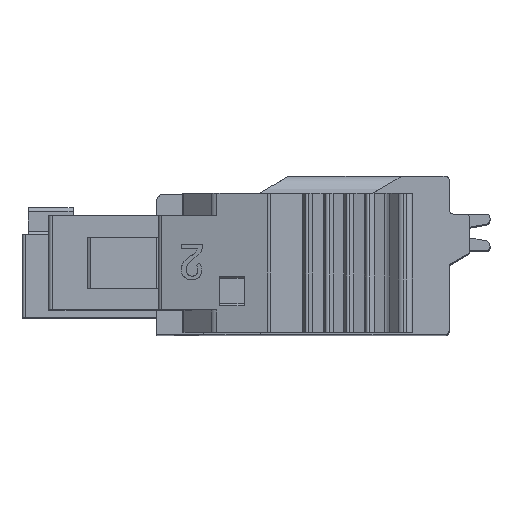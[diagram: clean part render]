
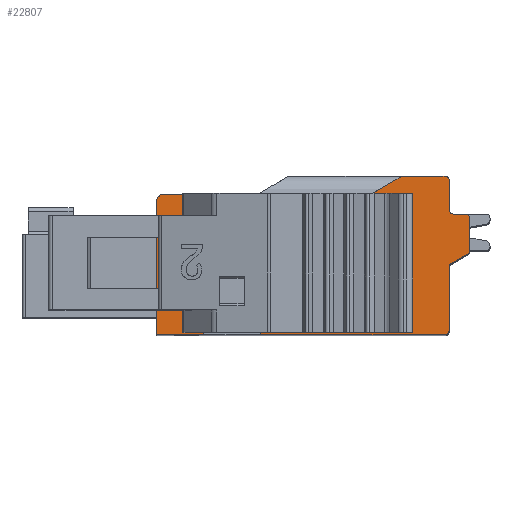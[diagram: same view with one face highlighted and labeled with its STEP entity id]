
A CAD part, top view. The second image highlights one B-rep face of the part: STEP entity #22807.
In plain terms, the highlighted planar face has unit normal (0, 0, 1).
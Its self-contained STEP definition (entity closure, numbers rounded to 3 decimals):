
#88=DIRECTION('',(-1.,0.,0.));
#89=VECTOR('',#88,2.497);
#90=CARTESIAN_POINT('',(30.397,23.438,40.775));
#91=LINE('',#90,#89);
#110=DIRECTION('',(-1.,0.,0.));
#111=VECTOR('',#110,6.676);
#112=CARTESIAN_POINT('',(26.932,23.438,40.775));
#113=LINE('',#112,#111);
#174=DIRECTION('',(-1.,0.,0.));
#175=VECTOR('',#174,2.1);
#176=CARTESIAN_POINT('',(34.056,24.338,40.775));
#177=LINE('',#176,#175);
#372=DIRECTION('',(0.,1.,0.));
#373=VECTOR('',#372,1.45);
#374=CARTESIAN_POINT('',(34.256,22.688,40.775));
#375=LINE('',#374,#373);
#710=DIRECTION('',(0.,1.,0.));
#711=VECTOR('',#710,3.107);
#712=CARTESIAN_POINT('',(34.256,16.788,40.775));
#713=LINE('',#712,#711);
#2116=DIRECTION('',(1.,0.,0.));
#2117=VECTOR('',#2116,14.1);
#2118=CARTESIAN_POINT('',(19.956,16.588,40.775));
#2119=LINE('',#2118,#2117);
#2432=DIRECTION('',(0.,-1.,0.));
#2433=VECTOR('',#2432,6.55);
#2434=CARTESIAN_POINT('',(19.956,23.137,40.775));
#2435=LINE('',#2434,#2433);
#2996=DIRECTION('',(1.,0.,0.));
#2997=VECTOR('',#2996,0.968);
#2998=CARTESIAN_POINT('',(26.932,16.688,40.775));
#2999=LINE('',#2998,#2997);
#3000=DIRECTION('',(0.866,0.5,0.));
#3001=VECTOR('',#3000,1.8);
#3002=CARTESIAN_POINT('',(30.397,23.438,40.775));
#3003=LINE('',#3002,#3001);
#3004=CARTESIAN_POINT('',(34.056,24.138,40.775));
#3005=DIRECTION('',(0.,0.,-1.));
#3006=DIRECTION('',(0.,1.,0.));
#3007=AXIS2_PLACEMENT_3D('',#3004,#3005,#3006);
#3009=CARTESIAN_POINT('',(34.456,22.688,40.775));
#3010=DIRECTION('',(0.,0.,1.));
#3011=DIRECTION('',(-1.,0.,0.));
#3012=AXIS2_PLACEMENT_3D('',#3009,#3010,#3011);
#3014=CARTESIAN_POINT('',(35.056,22.288,40.775));
#3015=DIRECTION('',(0.,0.,-1.));
#3016=DIRECTION('',(0.,1.,0.));
#3017=AXIS2_PLACEMENT_3D('',#3014,#3015,#3016);
#3019=CARTESIAN_POINT('',(35.056,20.703,40.775));
#3020=DIRECTION('',(0.,0.,-1.));
#3021=DIRECTION('',(1.,0.,0.));
#3022=AXIS2_PLACEMENT_3D('',#3019,#3020,#3021);
#3024=DIRECTION('',(-0.866,-0.5,0.));
#3025=VECTOR('',#3024,0.924);
#3026=CARTESIAN_POINT('',(35.156,20.53,40.775));
#3027=LINE('',#3026,#3025);
#3028=CARTESIAN_POINT('',(34.456,19.895,40.775));
#3029=DIRECTION('',(0.,0.,1.));
#3030=DIRECTION('',(-0.5,0.866,0.));
#3031=AXIS2_PLACEMENT_3D('',#3028,#3029,#3030);
#3033=CARTESIAN_POINT('',(34.056,16.788,40.775));
#3034=DIRECTION('',(0.,0.,-1.));
#3035=DIRECTION('',(1.,0.,0.));
#3036=AXIS2_PLACEMENT_3D('',#3033,#3034,#3035);
#3038=CARTESIAN_POINT('',(20.256,23.138,40.775));
#3039=DIRECTION('',(0.,0.,-1.));
#3040=DIRECTION('',(-1.,-0.001,0.));
#3041=AXIS2_PLACEMENT_3D('',#3038,#3039,#3040);
#3043=DIRECTION('',(1.,0.,0.));
#3044=VECTOR('',#3043,1.721);
#3045=CARTESIAN_POINT('',(22.765,16.738,40.775));
#3046=LINE('',#3045,#3044);
#3047=DIRECTION('',(-1.,0.,0.));
#3048=VECTOR('',#3047,1.721);
#3049=CARTESIAN_POINT('',(24.486,22.468,40.775));
#3050=LINE('',#3049,#3048);
#3051=DIRECTION('',(0.,1.,0.));
#3052=VECTOR('',#3051,6.75);
#3053=CARTESIAN_POINT('',(26.932,16.688,40.775));
#3054=LINE('',#3053,#3052);
#3063=DIRECTION('',(0.,-1.,0.));
#3064=VECTOR('',#3063,6.75);
#3065=CARTESIAN_POINT('',(27.901,23.438,40.775));
#3066=LINE('',#3065,#3064);
#3790=DIRECTION('',(0.,1.,0.));
#3791=VECTOR('',#3790,5.73);
#3792=CARTESIAN_POINT('',(22.765,16.738,40.775));
#3793=LINE('',#3792,#3791);
#3802=DIRECTION('',(0.,-1.,0.));
#3803=VECTOR('',#3802,5.73);
#3804=CARTESIAN_POINT('',(24.486,22.468,40.775));
#3805=LINE('',#3804,#3803);
#5135=DIRECTION('',(0.,1.,0.));
#5136=VECTOR('',#5135,1.585);
#5137=CARTESIAN_POINT('',(35.256,20.703,40.775));
#5138=LINE('',#5137,#5136);
#5151=DIRECTION('',(-1.,0.,0.));
#5152=VECTOR('',#5151,0.6);
#5153=CARTESIAN_POINT('',(35.056,22.488,40.775));
#5154=LINE('',#5153,#5152);
#14705=CARTESIAN_POINT('',(34.256,16.788,40.775));
#14706=CARTESIAN_POINT('',(34.256,19.895,40.775));
#14707=VERTEX_POINT('',#14705);
#14708=VERTEX_POINT('',#14706);
#14870=CARTESIAN_POINT('',(34.056,16.588,40.775));
#14871=VERTEX_POINT('',#14870);
#14876=CARTESIAN_POINT('',(19.956,16.588,40.775));
#14877=VERTEX_POINT('',#14876);
#15082=CARTESIAN_POINT('',(30.397,23.438,40.775));
#15083=VERTEX_POINT('',#15082);
#15084=CARTESIAN_POINT('',(27.901,23.438,40.775));
#15085=VERTEX_POINT('',#15084);
#15092=CARTESIAN_POINT('',(26.932,23.438,40.775));
#15093=VERTEX_POINT('',#15092);
#15094=CARTESIAN_POINT('',(20.256,23.438,40.775));
#15095=VERTEX_POINT('',#15094);
#15182=CARTESIAN_POINT('',(34.056,24.338,40.775));
#15183=VERTEX_POINT('',#15182);
#15184=CARTESIAN_POINT('',(31.956,24.338,40.775));
#15185=VERTEX_POINT('',#15184);
#15390=CARTESIAN_POINT('',(34.256,24.138,40.775));
#15391=VERTEX_POINT('',#15390);
#15414=CARTESIAN_POINT('',(34.256,22.688,40.775));
#15415=VERTEX_POINT('',#15414);
#15622=CARTESIAN_POINT('',(34.356,20.068,40.775));
#15623=VERTEX_POINT('',#15622);
#15624=CARTESIAN_POINT('',(35.156,20.53,40.775));
#15625=VERTEX_POINT('',#15624);
#15626=CARTESIAN_POINT('',(26.932,16.688,40.775));
#15627=VERTEX_POINT('',#15626);
#15628=CARTESIAN_POINT('',(27.901,16.688,40.775));
#15629=VERTEX_POINT('',#15628);
#15630=CARTESIAN_POINT('',(34.456,22.488,40.775));
#15631=VERTEX_POINT('',#15630);
#15632=CARTESIAN_POINT('',(35.056,22.488,40.775));
#15633=VERTEX_POINT('',#15632);
#15634=CARTESIAN_POINT('',(35.256,22.288,40.775));
#15635=VERTEX_POINT('',#15634);
#15636=CARTESIAN_POINT('',(35.256,20.703,40.775));
#15637=VERTEX_POINT('',#15636);
#15638=CARTESIAN_POINT('',(19.956,23.137,40.775));
#15639=VERTEX_POINT('',#15638);
#15640=CARTESIAN_POINT('',(22.765,16.738,40.775));
#15641=CARTESIAN_POINT('',(22.765,22.468,40.775));
#15642=VERTEX_POINT('',#15640);
#15643=VERTEX_POINT('',#15641);
#15644=CARTESIAN_POINT('',(24.486,16.738,40.775));
#15645=VERTEX_POINT('',#15644);
#15646=CARTESIAN_POINT('',(24.486,22.468,40.775));
#15647=VERTEX_POINT('',#15646);
#22758=CARTESIAN_POINT('',(26.228,21.108,40.775));
#22759=DIRECTION('',(0.,0.,1.));
#22760=DIRECTION('',(1.,0.,0.));
#22761=AXIS2_PLACEMENT_3D('',#22758,#22759,#22760);
#22762=PLANE('',#22761);
#22764=ORIENTED_EDGE('',*,*,#22763,.F.);
#22766=ORIENTED_EDGE('',*,*,#22765,.T.);
#22768=ORIENTED_EDGE('',*,*,#22767,.F.);
#22769=ORIENTED_EDGE('',*,*,#18870,.F.);
#22771=ORIENTED_EDGE('',*,*,#22770,.T.);
#22772=ORIENTED_EDGE('',*,*,#18998,.F.);
#22773=ORIENTED_EDGE('',*,*,#19254,.T.);
#22774=ORIENTED_EDGE('',*,*,#19288,.F.);
#22776=ORIENTED_EDGE('',*,*,#22775,.T.);
#22778=ORIENTED_EDGE('',*,*,#22777,.F.);
#22780=ORIENTED_EDGE('',*,*,#22779,.T.);
#22782=ORIENTED_EDGE('',*,*,#22781,.F.);
#22784=ORIENTED_EDGE('',*,*,#22783,.T.);
#22786=ORIENTED_EDGE('',*,*,#22785,.T.);
#22788=ORIENTED_EDGE('',*,*,#22787,.T.);
#22789=ORIENTED_EDGE('',*,*,#19567,.F.);
#22790=ORIENTED_EDGE('',*,*,#21408,.T.);
#22791=ORIENTED_EDGE('',*,*,#21422,.F.);
#22792=ORIENTED_EDGE('',*,*,#22140,.F.);
#22793=ORIENTED_EDGE('',*,*,#22752,.T.);
#22794=ORIENTED_EDGE('',*,*,#18880,.F.);
#22795=EDGE_LOOP('',(#22764,#22766,#22768,#22769,#22771,#22772,#22773,#22774,
#22776,#22778,#22780,#22782,#22784,#22786,#22788,#22789,#22790,#22791,#22792,
#22793,#22794));
#22796=FACE_OUTER_BOUND('',#22795,.F.);
#22798=ORIENTED_EDGE('',*,*,#22797,.F.);
#22800=ORIENTED_EDGE('',*,*,#22799,.T.);
#22802=ORIENTED_EDGE('',*,*,#22801,.F.);
#22804=ORIENTED_EDGE('',*,*,#22803,.T.);
#22805=EDGE_LOOP('',(#22798,#22800,#22802,#22804));
#22806=FACE_BOUND('',#22805,.F.);
#3008=CIRCLE('',#3007,0.2);
#3013=CIRCLE('',#3012,0.2);
#3018=CIRCLE('',#3017,0.2);
#3023=CIRCLE('',#3022,0.2);
#3032=CIRCLE('',#3031,0.2);
#3037=CIRCLE('',#3036,0.2);
#3042=CIRCLE('',#3041,0.3);
#18870=EDGE_CURVE('',#15083,#15085,#91,.T.);
#18880=EDGE_CURVE('',#15093,#15095,#113,.T.);
#18998=EDGE_CURVE('',#15183,#15185,#177,.T.);
#19254=EDGE_CURVE('',#15183,#15391,#3008,.T.);
#19288=EDGE_CURVE('',#15415,#15391,#375,.T.);
#19567=EDGE_CURVE('',#14707,#14708,#713,.T.);
#21408=EDGE_CURVE('',#14707,#14871,#3037,.T.);
#21422=EDGE_CURVE('',#14877,#14871,#2119,.T.);
#22140=EDGE_CURVE('',#15639,#14877,#2435,.T.);
#22752=EDGE_CURVE('',#15639,#15095,#3042,.T.);
#22763=EDGE_CURVE('',#15627,#15093,#3054,.T.);
#22765=EDGE_CURVE('',#15627,#15629,#2999,.T.);
#22767=EDGE_CURVE('',#15085,#15629,#3066,.T.);
#22770=EDGE_CURVE('',#15083,#15185,#3003,.T.);
#22775=EDGE_CURVE('',#15415,#15631,#3013,.T.);
#22777=EDGE_CURVE('',#15633,#15631,#5154,.T.);
#22779=EDGE_CURVE('',#15633,#15635,#3018,.T.);
#22781=EDGE_CURVE('',#15637,#15635,#5138,.T.);
#22783=EDGE_CURVE('',#15637,#15625,#3023,.T.);
#22785=EDGE_CURVE('',#15625,#15623,#3027,.T.);
#22787=EDGE_CURVE('',#15623,#14708,#3032,.T.);
#22797=EDGE_CURVE('',#15642,#15643,#3793,.T.);
#22799=EDGE_CURVE('',#15642,#15645,#3046,.T.);
#22801=EDGE_CURVE('',#15647,#15645,#3805,.T.);
#22803=EDGE_CURVE('',#15647,#15643,#3050,.T.);
#22807=ADVANCED_FACE('',(#22796,#22806),#22762,.T.);
